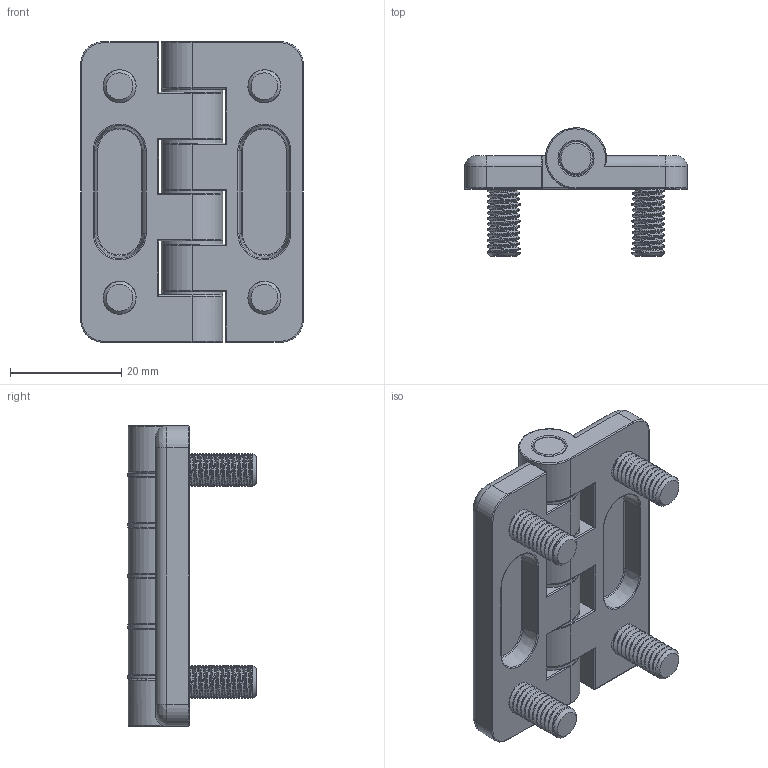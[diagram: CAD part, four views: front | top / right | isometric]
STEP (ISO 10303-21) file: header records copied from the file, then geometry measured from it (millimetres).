
FILE_DESCRIPTION(/* description */ (''),/* implementation_level */ '2;1');
FILE_NAME(/* name */ 'HS5440-B.stp',/* time_stamp */ '2024-10-12T09:18:10+09:00',/* author */ ('user'),/* organization */ (''),/* preprocessor_version */ 'ST-DEVELOPER v15.6',/* originating_system */ 'Autodesk Inventor 2015',/* authorisation */ '');
FILE_SCHEMA (('AUTOMOTIVE_DESIGN { 1 0 10303 214 3 1 1 }'));
Length unit declared in the file: millimetre
Products named in the file (5): 힌지피스; 힌지피스_1; Pin_0654; Washer_061106; HS5440-B
Bounding box: 40 x 23 x 54 mm (x, y, z)
Volume: 13913.6 mm3; surface area: 11140.8 mm2
Topology: 8 solids, 8 shells, 283 faces, 800 edges, 554 vertices
Faces by surface type: cylinder 97, plane 88, bspline 48, torus 38, cone 10, sphere 2
Full cylindrical faces by diameter (mm): 6 x6, 6.1 x6, 11 x5
Entity records: 29563 total; most frequent: CARTESIAN_POINT 22914, ORIENTED_EDGE 1472, DIRECTION 1196, EDGE_CURVE 736, VERTEX_POINT 528, AXIS2_PLACEMENT_3D 494, EDGE_LOOP 332, FACE_OUTER_BOUND 267
